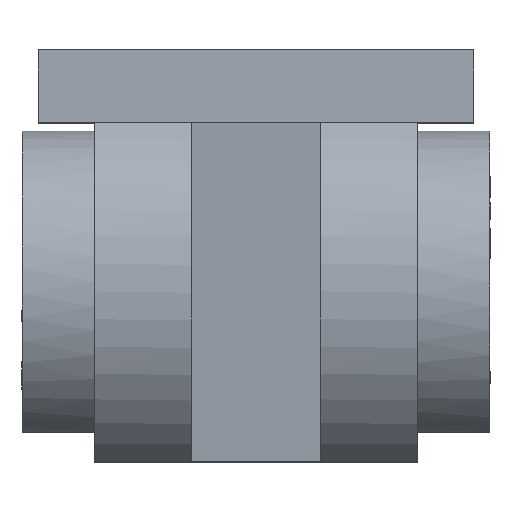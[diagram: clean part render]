
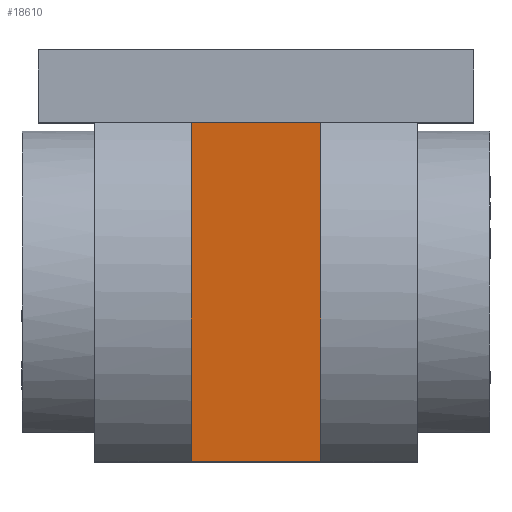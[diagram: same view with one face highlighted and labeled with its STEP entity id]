
A CAD part, top view. The second image highlights one B-rep face of the part: STEP entity #18610.
In plain terms, the highlighted free-form (B-spline) face has degree [1, 1] with [2, 2] control points.
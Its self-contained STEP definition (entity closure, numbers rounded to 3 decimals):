
#12630 = CARTESIAN_POINT ('', (-8., -9., 36.999));
#12640 = VERTEX_POINT ('', #12630);
#12700 = CARTESIAN_POINT ('', (8., -9., 36.999));
#12710 = VERTEX_POINT ('', #12700);
#12720 = CARTESIAN_POINT ('', (-8., -9., 36.999));
#12730 = CARTESIAN_POINT ('', (8., -9., 36.999));
#12740 = B_SPLINE_CURVE_WITH_KNOTS ('', 1, (#12720, #12730), .UNSPECIFIED., .F., .U., (2, 2), (0., 1.), .UNSPECIFIED.);
#12750 = EDGE_CURVE ('', #12640, #12710, #12740, .T.);
#14610 = CARTESIAN_POINT ('', (8., -51., 33.324));
#14620 = VERTEX_POINT ('', #14610);
#14680 = CARTESIAN_POINT ('', (-8., -51., 33.324));
#14690 = VERTEX_POINT ('', #14680);
#14700 = CARTESIAN_POINT ('', (-8., -51., 33.324));
#14710 = CARTESIAN_POINT ('', (8., -51., 33.324));
#14720 = B_SPLINE_CURVE_WITH_KNOTS ('', 1, (#14700, #14710), .UNSPECIFIED., .F., .U., (2, 2), (0., 1.), .UNSPECIFIED.);
#14730 = EDGE_CURVE ('', #14690, #14620, #14720, .T.);
#18290 = CARTESIAN_POINT ('', (8., -51., 33.324));
#18300 = CARTESIAN_POINT ('', (8., -9., 36.999));
#18310 = B_SPLINE_CURVE_WITH_KNOTS ('', 1, (#18290, #18300), .UNSPECIFIED., .F., .U., (2, 2), (0., 1.), .UNSPECIFIED.);
#18320 = EDGE_CURVE ('', #14620, #12710, #18310, .T.);
#18440 = ORIENTED_EDGE ('', *, *, #12750, .F.);
#18450 = CARTESIAN_POINT ('', (-8., -51., 33.324));
#18460 = CARTESIAN_POINT ('', (-8., -37., 34.549));
#18470 = CARTESIAN_POINT ('', (-8., -23., 35.774));
#18480 = CARTESIAN_POINT ('', (-8., -9., 36.999));
#18490 = B_SPLINE_CURVE_WITH_KNOTS ('', 3, (#18450, #18460, #18470, #18480), .UNSPECIFIED., .F., .U., (4, 4), (0., 1.), .UNSPECIFIED.);
#18500 = EDGE_CURVE ('', #14690, #12640, #18490, .T.);
#18510 = ORIENTED_EDGE ('', *, *, #18500, .F.);
#18520 = ORIENTED_EDGE ('', *, *, #14730, .T.);
#18530 = ORIENTED_EDGE ('', *, *, #18320, .T.);
#18540 = EDGE_LOOP ('', (#18440, #18510, #18520, #18530));
#18550 = FACE_OUTER_BOUND ('', #18540, .T.);
#18560 = CARTESIAN_POINT ('', (8., -51., 33.324));
#18570 = CARTESIAN_POINT ('', (-8., -51., 33.324));
#18580 = CARTESIAN_POINT ('', (8., -9., 36.999));
#18590 = CARTESIAN_POINT ('', (-8., -9., 36.999));
#18600 = B_SPLINE_SURFACE_WITH_KNOTS ('', 1, 1, ((#18560, #18570), (#18580, #18590)), .UNSPECIFIED., .F., .F., .U., (2, 2), (2, 2), (0., 1.), (0., 1.), .UNSPECIFIED.);
#18610 = ADVANCED_FACE ('', (#18550), #18600, .T.);
